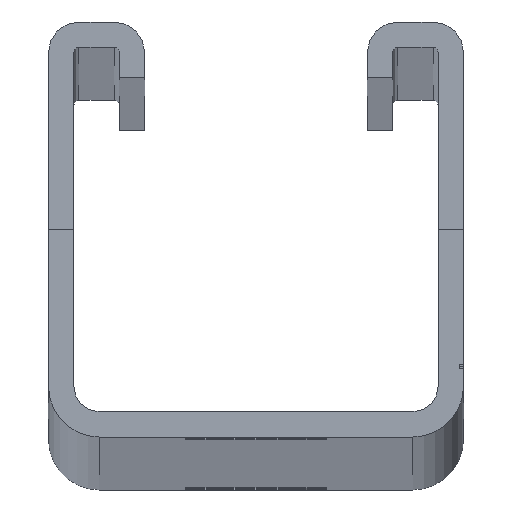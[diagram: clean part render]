
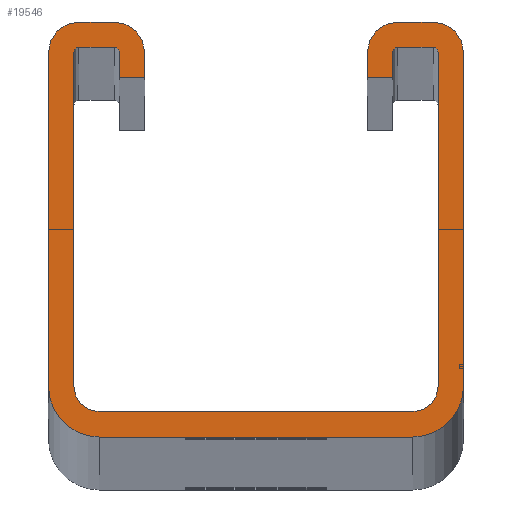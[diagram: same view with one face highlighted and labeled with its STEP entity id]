
A CAD part, top view. The second image highlights one B-rep face of the part: STEP entity #19546.
In plain terms, the highlighted planar face has unit normal (0, 0, 1).
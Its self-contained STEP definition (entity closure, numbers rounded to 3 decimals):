
#2148=DIRECTION('',(-1.,0.,0.));
#2149=VECTOR('',#2148,3.5);
#2150=CARTESIAN_POINT('',(-14.,38.5,2.));
#2151=LINE('',#2150,#2149);
#5344=DIRECTION('',(1.,0.,0.));
#5345=VECTOR('',#5344,3.5);
#5346=CARTESIAN_POINT('',(14.,41.,2.));
#5347=LINE('',#5346,#5345);
#5792=DIRECTION('',(1.,0.,0.));
#5793=VECTOR('',#5792,2.5);
#5794=CARTESIAN_POINT('',(11.,35.5,2.));
#5795=LINE('',#5794,#5793);
#5796=DIRECTION('',(0.,-1.,0.));
#5797=VECTOR('',#5796,2.5);
#5798=CARTESIAN_POINT('',(11.,38.,2.));
#5799=LINE('',#5798,#5797);
#5800=CARTESIAN_POINT('',(14.,38.,2.));
#5801=DIRECTION('',(0.,0.,1.));
#5802=DIRECTION('',(0.,1.,0.));
#5803=AXIS2_PLACEMENT_3D('',#5800,#5801,#5802);
#5805=CARTESIAN_POINT('',(17.5,38.,2.));
#5806=DIRECTION('',(0.,0.,1.));
#5807=DIRECTION('',(1.,0.,0.));
#5808=AXIS2_PLACEMENT_3D('',#5805,#5806,#5807);
#5810=DIRECTION('',(0.,1.,0.));
#5811=VECTOR('',#5810,33.);
#5812=CARTESIAN_POINT('',(20.5,5.,2.));
#5813=LINE('',#5812,#5811);
#5814=CARTESIAN_POINT('',(15.5,5.,2.));
#5815=DIRECTION('',(0.,0.,1.));
#5816=DIRECTION('',(0.,-1.,0.));
#5817=AXIS2_PLACEMENT_3D('',#5814,#5815,#5816);
#5819=DIRECTION('',(1.,0.,0.));
#5820=VECTOR('',#5819,31.);
#5821=CARTESIAN_POINT('',(-15.5,0.,2.));
#5822=LINE('',#5821,#5820);
#5823=CARTESIAN_POINT('',(-15.5,5.,2.));
#5824=DIRECTION('',(0.,0.,1.));
#5825=DIRECTION('',(-1.,0.,0.));
#5826=AXIS2_PLACEMENT_3D('',#5823,#5824,#5825);
#5828=DIRECTION('',(0.,-1.,0.));
#5829=VECTOR('',#5828,33.);
#5830=CARTESIAN_POINT('',(-20.5,38.,2.));
#5831=LINE('',#5830,#5829);
#5832=CARTESIAN_POINT('',(-17.5,38.,2.));
#5833=DIRECTION('',(0.,0.,1.));
#5834=DIRECTION('',(0.,1.,0.));
#5835=AXIS2_PLACEMENT_3D('',#5832,#5833,#5834);
#5837=CARTESIAN_POINT('',(-14.,38.,2.));
#5838=DIRECTION('',(0.,0.,1.));
#5839=DIRECTION('',(1.,0.,0.));
#5840=AXIS2_PLACEMENT_3D('',#5837,#5838,#5839);
#5842=DIRECTION('',(1.,0.,0.));
#5843=VECTOR('',#5842,2.5);
#5844=CARTESIAN_POINT('',(-13.5,35.5,2.));
#5845=LINE('',#5844,#5843);
#5846=DIRECTION('',(0.,-1.,0.));
#5847=VECTOR('',#5846,2.5);
#5848=CARTESIAN_POINT('',(-13.5,38.,2.));
#5849=LINE('',#5848,#5847);
#5850=CARTESIAN_POINT('',(-14.,38.,2.));
#5851=DIRECTION('',(0.,0.,-1.));
#5852=DIRECTION('',(0.,1.,0.));
#5853=AXIS2_PLACEMENT_3D('',#5850,#5851,#5852);
#5855=CARTESIAN_POINT('',(-17.5,38.,2.));
#5856=DIRECTION('',(0.,0.,-1.));
#5857=DIRECTION('',(-1.,0.,0.));
#5858=AXIS2_PLACEMENT_3D('',#5855,#5856,#5857);
#5860=DIRECTION('',(0.,1.,0.));
#5861=VECTOR('',#5860,33.);
#5862=CARTESIAN_POINT('',(-18.,5.,2.));
#5863=LINE('',#5862,#5861);
#5864=CARTESIAN_POINT('',(-15.5,5.,2.));
#5865=DIRECTION('',(0.,0.,-1.));
#5866=DIRECTION('',(0.,-1.,0.));
#5867=AXIS2_PLACEMENT_3D('',#5864,#5865,#5866);
#5869=DIRECTION('',(-1.,0.,0.));
#5870=VECTOR('',#5869,31.);
#5871=CARTESIAN_POINT('',(15.5,2.5,2.));
#5872=LINE('',#5871,#5870);
#5873=CARTESIAN_POINT('',(15.5,5.,2.));
#5874=DIRECTION('',(0.,0.,-1.));
#5875=DIRECTION('',(1.,0.,0.));
#5876=AXIS2_PLACEMENT_3D('',#5873,#5874,#5875);
#5878=DIRECTION('',(0.,-1.,0.));
#5879=VECTOR('',#5878,33.);
#5880=CARTESIAN_POINT('',(18.,38.,2.));
#5881=LINE('',#5880,#5879);
#5882=CARTESIAN_POINT('',(17.5,38.,2.));
#5883=DIRECTION('',(0.,0.,-1.));
#5884=DIRECTION('',(0.,1.,0.));
#5885=AXIS2_PLACEMENT_3D('',#5882,#5883,#5884);
#5887=DIRECTION('',(1.,0.,0.));
#5888=VECTOR('',#5887,3.5);
#5889=CARTESIAN_POINT('',(14.,38.5,2.));
#5890=LINE('',#5889,#5888);
#5891=CARTESIAN_POINT('',(14.,38.,2.));
#5892=DIRECTION('',(0.,0.,-1.));
#5893=DIRECTION('',(-1.,0.,0.));
#5894=AXIS2_PLACEMENT_3D('',#5891,#5892,#5893);
#5896=DIRECTION('',(0.,1.,0.));
#5897=VECTOR('',#5896,2.5);
#5898=CARTESIAN_POINT('',(13.5,35.5,2.));
#5899=LINE('',#5898,#5897);
#5920=DIRECTION('',(1.,0.,0.));
#5921=VECTOR('',#5920,3.5);
#5922=CARTESIAN_POINT('',(-17.5,41.,2.));
#5923=LINE('',#5922,#5921);
#5936=DIRECTION('',(0.,-1.,0.));
#5937=VECTOR('',#5936,2.5);
#5938=CARTESIAN_POINT('',(-11.,38.,2.));
#5939=LINE('',#5938,#5937);
#9724=CARTESIAN_POINT('',(15.5,2.5,2.));
#9725=CARTESIAN_POINT('',(-15.5,2.5,2.));
#9726=VERTEX_POINT('',#9724);
#9727=VERTEX_POINT('',#9725);
#9882=CARTESIAN_POINT('',(14.,38.5,2.));
#9883=CARTESIAN_POINT('',(17.5,38.5,2.));
#9884=VERTEX_POINT('',#9882);
#9885=VERTEX_POINT('',#9883);
#9886=CARTESIAN_POINT('',(-20.5,38.,2.));
#9887=CARTESIAN_POINT('',(-20.5,5.,2.));
#9888=VERTEX_POINT('',#9886);
#9889=VERTEX_POINT('',#9887);
#10485=CARTESIAN_POINT('',(20.5,5.,2.));
#10486=CARTESIAN_POINT('',(20.5,38.,2.));
#10487=VERTEX_POINT('',#10485);
#10488=VERTEX_POINT('',#10486);
#10697=CARTESIAN_POINT('',(-17.5,41.,2.));
#10698=CARTESIAN_POINT('',(-14.,41.,2.));
#10699=VERTEX_POINT('',#10697);
#10700=VERTEX_POINT('',#10698);
#10781=CARTESIAN_POINT('',(14.,41.,2.));
#10782=CARTESIAN_POINT('',(17.5,41.,2.));
#10783=VERTEX_POINT('',#10781);
#10784=VERTEX_POINT('',#10782);
#10791=CARTESIAN_POINT('',(-15.5,0.,2.));
#10792=CARTESIAN_POINT('',(15.5,0.,2.));
#10793=VERTEX_POINT('',#10791);
#10794=VERTEX_POINT('',#10792);
#10795=CARTESIAN_POINT('',(-14.,38.5,2.));
#10796=CARTESIAN_POINT('',(-17.5,38.5,2.));
#10797=VERTEX_POINT('',#10795);
#10798=VERTEX_POINT('',#10796);
#10799=CARTESIAN_POINT('',(-18.,5.,2.));
#10800=CARTESIAN_POINT('',(-18.,38.,2.));
#10801=VERTEX_POINT('',#10799);
#10802=VERTEX_POINT('',#10800);
#10849=CARTESIAN_POINT('',(18.,38.,2.));
#10850=CARTESIAN_POINT('',(18.,5.,2.));
#10851=VERTEX_POINT('',#10849);
#10852=VERTEX_POINT('',#10850);
#10853=CARTESIAN_POINT('',(-11.,38.,2.));
#10854=VERTEX_POINT('',#10853);
#10855=CARTESIAN_POINT('',(-13.5,38.,2.));
#10856=VERTEX_POINT('',#10855);
#10857=CARTESIAN_POINT('',(13.5,38.,2.));
#10858=VERTEX_POINT('',#10857);
#10859=CARTESIAN_POINT('',(11.,38.,2.));
#10860=VERTEX_POINT('',#10859);
#11033=CARTESIAN_POINT('',(11.,35.5,2.));
#11034=CARTESIAN_POINT('',(13.5,35.5,2.));
#11035=VERTEX_POINT('',#11033);
#11036=VERTEX_POINT('',#11034);
#11037=CARTESIAN_POINT('',(-13.5,35.5,2.));
#11038=CARTESIAN_POINT('',(-11.,35.5,2.));
#11039=VERTEX_POINT('',#11037);
#11040=VERTEX_POINT('',#11038);
#19505=CARTESIAN_POINT('',(15.5,5.,2.));
#19506=DIRECTION('',(0.,0.,1.));
#19507=DIRECTION('',(1.,0.,0.));
#19508=AXIS2_PLACEMENT_3D('',#19505,#19506,#19507);
#19509=PLANE('',#19508);
#19510=ORIENTED_EDGE('',*,*,#13955,.F.);
#19511=ORIENTED_EDGE('',*,*,#18966,.F.);
#19512=ORIENTED_EDGE('',*,*,#18952,.F.);
#19513=ORIENTED_EDGE('',*,*,#18937,.T.);
#19514=ORIENTED_EDGE('',*,*,#18922,.F.);
#19515=ORIENTED_EDGE('',*,*,#14162,.F.);
#19516=ORIENTED_EDGE('',*,*,#19500,.F.);
#19517=ORIENTED_EDGE('',*,*,#19171,.F.);
#19519=ORIENTED_EDGE('',*,*,#19518,.F.);
#19520=ORIENTED_EDGE('',*,*,#12552,.F.);
#19522=ORIENTED_EDGE('',*,*,#19521,.F.);
#19524=ORIENTED_EDGE('',*,*,#19523,.T.);
#19526=ORIENTED_EDGE('',*,*,#19525,.F.);
#19528=ORIENTED_EDGE('',*,*,#19527,.T.);
#19529=ORIENTED_EDGE('',*,*,#13970,.F.);
#19530=ORIENTED_EDGE('',*,*,#13939,.F.);
#19531=ORIENTED_EDGE('',*,*,#13924,.F.);
#19532=ORIENTED_EDGE('',*,*,#13909,.T.);
#19533=ORIENTED_EDGE('',*,*,#13894,.F.);
#19534=ORIENTED_EDGE('',*,*,#13432,.F.);
#19536=ORIENTED_EDGE('',*,*,#19535,.F.);
#19537=ORIENTED_EDGE('',*,*,#19040,.F.);
#19538=ORIENTED_EDGE('',*,*,#19026,.F.);
#19539=ORIENTED_EDGE('',*,*,#14045,.F.);
#19540=ORIENTED_EDGE('',*,*,#14030,.F.);
#19541=ORIENTED_EDGE('',*,*,#14015,.F.);
#19542=ORIENTED_EDGE('',*,*,#14000,.F.);
#19543=ORIENTED_EDGE('',*,*,#13985,.F.);
#19544=EDGE_LOOP('',(#19510,#19511,#19512,#19513,#19514,#19515,#19516,#19517,
#19519,#19520,#19522,#19524,#19526,#19528,#19529,#19530,#19531,#19532,#19533,
#19534,#19536,#19537,#19538,#19539,#19540,#19541,#19542,#19543));
#19545=FACE_OUTER_BOUND('',#19544,.F.);
#19546=ADVANCED_FACE('',(#19545),#19509,.T.);
#5804=CIRCLE('',#5803,3.);
#5809=CIRCLE('',#5808,3.);
#5818=CIRCLE('',#5817,5.);
#5827=CIRCLE('',#5826,5.);
#5836=CIRCLE('',#5835,3.);
#5841=CIRCLE('',#5840,3.);
#5854=CIRCLE('',#5853,0.5);
#5859=CIRCLE('',#5858,0.5);
#5868=CIRCLE('',#5867,2.5);
#5877=CIRCLE('',#5876,2.5);
#5886=CIRCLE('',#5885,0.5);
#5895=CIRCLE('',#5894,0.5);
#12552=EDGE_CURVE('',#9888,#9889,#5831,.T.);
#13432=EDGE_CURVE('',#10801,#10802,#5863,.T.);
#13894=EDGE_CURVE('',#10802,#10798,#5859,.T.);
#13909=EDGE_CURVE('',#10797,#10798,#2151,.T.);
#13924=EDGE_CURVE('',#10797,#10856,#5854,.T.);
#13939=EDGE_CURVE('',#10856,#11039,#5849,.T.);
#13955=EDGE_CURVE('',#11035,#11036,#5795,.T.);
#13970=EDGE_CURVE('',#11039,#11040,#5845,.T.);
#13985=EDGE_CURVE('',#11036,#10858,#5899,.T.);
#14000=EDGE_CURVE('',#10858,#9884,#5895,.T.);
#14015=EDGE_CURVE('',#9884,#9885,#5890,.T.);
#14030=EDGE_CURVE('',#9885,#10851,#5886,.T.);
#14045=EDGE_CURVE('',#10851,#10852,#5881,.T.);
#14162=EDGE_CURVE('',#10487,#10488,#5813,.T.);
#18922=EDGE_CURVE('',#10488,#10784,#5809,.T.);
#18937=EDGE_CURVE('',#10783,#10784,#5347,.T.);
#18952=EDGE_CURVE('',#10783,#10860,#5804,.T.);
#18966=EDGE_CURVE('',#10860,#11035,#5799,.T.);
#19026=EDGE_CURVE('',#10852,#9726,#5877,.T.);
#19040=EDGE_CURVE('',#9726,#9727,#5872,.T.);
#19171=EDGE_CURVE('',#10793,#10794,#5822,.T.);
#19500=EDGE_CURVE('',#10794,#10487,#5818,.T.);
#19518=EDGE_CURVE('',#9889,#10793,#5827,.T.);
#19521=EDGE_CURVE('',#10699,#9888,#5836,.T.);
#19523=EDGE_CURVE('',#10699,#10700,#5923,.T.);
#19525=EDGE_CURVE('',#10854,#10700,#5841,.T.);
#19527=EDGE_CURVE('',#10854,#11040,#5939,.T.);
#19535=EDGE_CURVE('',#9727,#10801,#5868,.T.);
